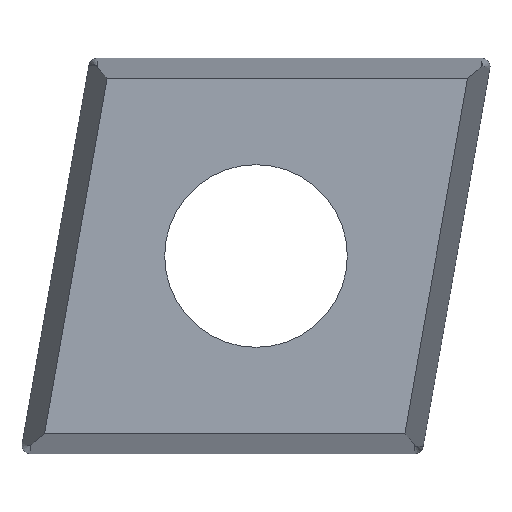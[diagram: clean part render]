
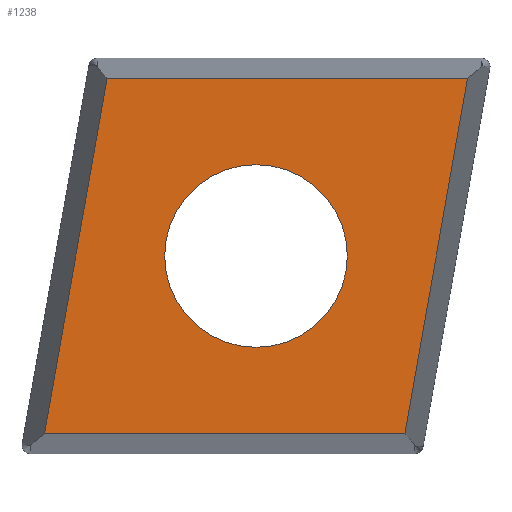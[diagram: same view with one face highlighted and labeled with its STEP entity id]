
A CAD part, front view. The second image highlights one B-rep face of the part: STEP entity #1238.
In plain terms, the highlighted planar face has unit normal (0, -1, 0).
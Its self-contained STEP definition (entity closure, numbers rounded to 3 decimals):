
#54 = CIRCLE ( 'NONE', #1478, 2.2 ) ;
#62 = EDGE_CURVE ( 'NONE', #705, #1260, #333, .T. ) ;
#68 = CARTESIAN_POINT ( 'NONE',  ( -5.154, -3.97, -4.612 ) ) ;
#72 = AXIS2_PLACEMENT_3D ( 'NONE', #1237, #850, #1506 ) ;
#77 = CARTESIAN_POINT ( 'NONE',  ( 5.154, -3.97, 4.612 ) ) ;
#108 = VECTOR ( 'NONE', #1145, 1000. ) ;
#185 = ORIENTED_EDGE ( 'NONE', *, *, #1497, .F. ) ;
#204 = CARTESIAN_POINT ( 'NONE',  ( -3.828, -3.97, 4.562 ) ) ;
#231 = VECTOR ( 'NONE', #1178, 1000. ) ;
#275 = ORIENTED_EDGE ( 'NONE', *, *, #62, .T. ) ;
#333 = CIRCLE ( 'NONE', #72, 2.2 ) ;
#342 = DIRECTION ( 'NONE',  ( 0., 1., 0. ) ) ;
#343 = DIRECTION ( 'NONE',  ( 0., 0., -1. ) ) ;
#377 = CARTESIAN_POINT ( 'NONE',  ( -3.587, -3.97, 4.275 ) ) ;
#388 = LINE ( 'NONE', #1528, #108 ) ;
#426 = CARTESIAN_POINT ( 'NONE',  ( 5.095, -3.97, 4.275 ) ) ;
#427 = CARTESIAN_POINT ( 'NONE',  ( 0., -3.97, -2.2 ) ) ;
#443 = ORIENTED_EDGE ( 'NONE', *, *, #520, .T. ) ;
#483 = CARTESIAN_POINT ( 'NONE',  ( 3.587, -3.97, -4.275 ) ) ;
#512 = LINE ( 'NONE', #909, #231 ) ;
#520 = EDGE_CURVE ( 'NONE', #1260, #705, #54, .T. ) ;
#575 = EDGE_CURVE ( 'NONE', #1321, #584, #512, .T. ) ;
#576 = EDGE_LOOP ( 'NONE', ( #185, #1582, #832, #1077 ) ) ;
#584 = VERTEX_POINT ( 'NONE', #1527 ) ;
#614 = FACE_OUTER_BOUND ( 'NONE', #576, .T. ) ;
#629 = DIRECTION ( 'NONE',  ( 0.174, 0., 0.985 ) ) ;
#652 = FACE_BOUND ( 'NONE', #1050, .T. ) ;
#696 = LINE ( 'NONE', #77, #1451 ) ;
#705 = VERTEX_POINT ( 'NONE', #427 ) ;
#832 = ORIENTED_EDGE ( 'NONE', *, *, #575, .F. ) ;
#842 = EDGE_CURVE ( 'NONE', #584, #1498, #1191, .T. ) ;
#850 = DIRECTION ( 'NONE',  ( 0., 1., 0. ) ) ;
#909 = CARTESIAN_POINT ( 'NONE',  ( 3.828, -3.97, -4.275 ) ) ;
#981 = DIRECTION ( 'NONE',  ( 0., 0., 1. ) ) ;
#1050 = EDGE_LOOP ( 'NONE', ( #443, #275 ) ) ;
#1077 = ORIENTED_EDGE ( 'NONE', *, *, #1206, .F. ) ;
#1080 = CARTESIAN_POINT ( 'NONE',  ( 0., -3.97, 2.2 ) ) ;
#1097 = DIRECTION ( 'NONE',  ( -0.174, 0., -0.985 ) ) ;
#1105 = VECTOR ( 'NONE', #629, 1000. ) ;
#1144 = AXIS2_PLACEMENT_3D ( 'NONE', #204, #1619, #343 ) ;
#1145 = DIRECTION ( 'NONE',  ( 1., 0., 0. ) ) ;
#1178 = DIRECTION ( 'NONE',  ( -1., 0., 0. ) ) ;
#1191 = LINE ( 'NONE', #68, #1105 ) ;
#1206 = EDGE_CURVE ( 'NONE', #1564, #1321, #696, .T. ) ;
#1237 = CARTESIAN_POINT ( 'NONE',  ( 0., -3.97, 0. ) ) ;
#1238 = ADVANCED_FACE ( 'NONE', ( #652, #614 ), #1608, .T. ) ;
#1260 = VERTEX_POINT ( 'NONE', #1080 ) ;
#1321 = VERTEX_POINT ( 'NONE', #483 ) ;
#1451 = VECTOR ( 'NONE', #1097, 1000. ) ;
#1478 = AXIS2_PLACEMENT_3D ( 'NONE', #1643, #342, #981 ) ;
#1497 = EDGE_CURVE ( 'NONE', #1498, #1564, #388, .T. ) ;
#1498 = VERTEX_POINT ( 'NONE', #377 ) ;
#1506 = DIRECTION ( 'NONE',  ( 0., 0., 1. ) ) ;
#1527 = CARTESIAN_POINT ( 'NONE',  ( -5.095, -3.97, -4.275 ) ) ;
#1528 = CARTESIAN_POINT ( 'NONE',  ( -3.828, -3.97, 4.275 ) ) ;
#1564 = VERTEX_POINT ( 'NONE', #426 ) ;
#1582 = ORIENTED_EDGE ( 'NONE', *, *, #842, .F. ) ;
#1608 = PLANE ( 'NONE',  #1144 ) ;
#1619 = DIRECTION ( 'NONE',  ( 0., -1., 0. ) ) ;
#1643 = CARTESIAN_POINT ( 'NONE',  ( 0., -3.97, 0. ) ) ;
